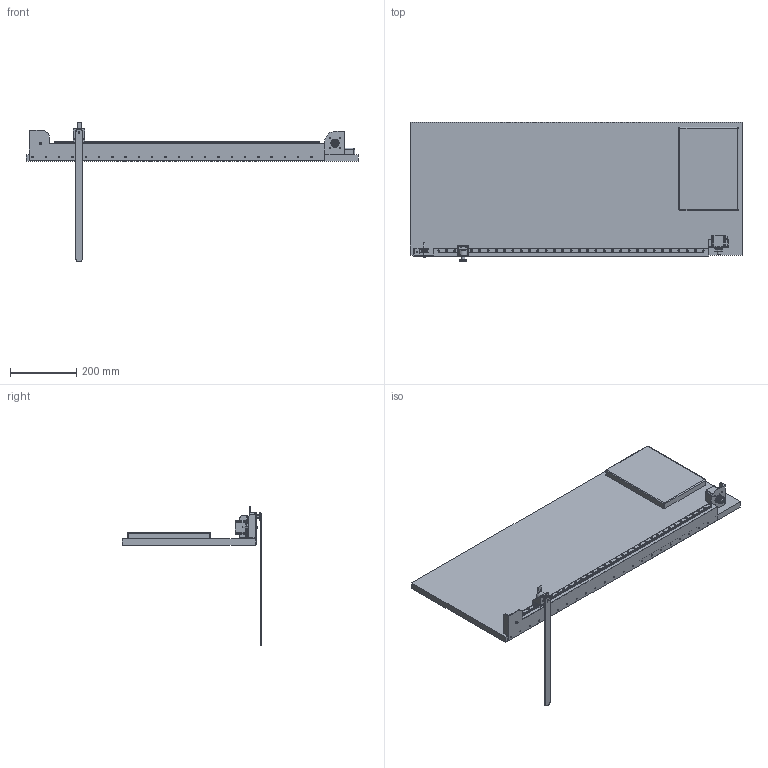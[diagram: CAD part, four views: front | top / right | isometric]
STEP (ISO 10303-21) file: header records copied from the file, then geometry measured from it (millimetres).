
FILE_DESCRIPTION(/* description */ (''),/* implementation_level */ '2;1');
FILE_NAME(/* name */ 'inverted_pendulum v19.step',/* time_stamp */ '2024-08-13T15:39:24+09:00',/* author */ (''),/* organization */ (''),/* preprocessor_version */ 'ST-DEVELOPER v20',/* originating_system */ 'Autodesk Translation Framework v13.14.0.145',/* authorisation */ '');
FILE_SCHEMA (('AUTOMOTIVE_DESIGN { 1 0 10303 214 3 1 1 }'));
Length unit declared in the file: millimetre
Products named in the file (17): inverted_pendulum; 1000*400_Base; MGN12C_linear_guide; LZE01-MGN12C-800-N-Z0_1; LZE01-MGN12C-N-Z0_2; 빵판; linear_guide_base; motor_bracket; stepper_motor; wood_stick; 30T_timing_pulley; M4x40; 30T_timing_idler; encoder_bracket; rotary_encoder; shaft_coupler; endstop_slot
Assembly tree (16 placements, depth 3):
  inverted_pendulum
    1000*400_Base
    MGN12C_linear_guide
      LZE01-MGN12C-800-N-Z0_1
      LZE01-MGN12C-N-Z0_2
    빵판
    linear_guide_base
    motor_bracket
    stepper_motor
    wood_stick
    30T_timing_pulley
    M4x40
    30T_timing_idler
    encoder_bracket
    rotary_encoder
    shaft_coupler
    endstop_slot
Bounding box: 1000 x 419.58 x 421.5 mm (x, y, z)
Volume: 9296315.7 mm3; surface area: 1204657.7 mm2
Topology: 15 solids, 15 shells, 1161 faces, 3093 edges, 2013 vertices
Faces by surface type: cylinder 655, plane 467, cone 35, sphere 4
Full cylindrical faces by diameter (mm): 2.459 x4, 2.5 x37, 3 x4, 3.2 x20, 3.5 x32, 3.8 x1, 4 x2, 4.2 x25, 5 x3, 6 x37, 6.3 x4, 7 x2, 10 x2, 11 x1, 15 x4, 21.989 x1, 22 x1, 25 x2
Entity records: 38075 total; most frequent: DIRECTION 6906, CARTESIAN_POINT 6762, ORIENTED_EDGE 6178, EDGE_CURVE 3089, AXIS2_PLACEMENT_3D 2660, VERTEX_POINT 2013, LINE 1586, VECTOR 1586
